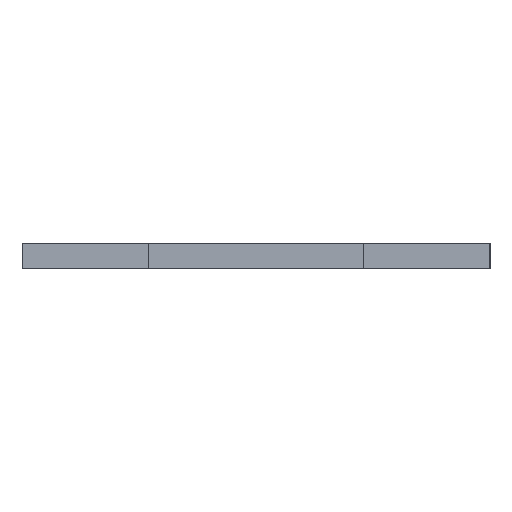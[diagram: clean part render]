
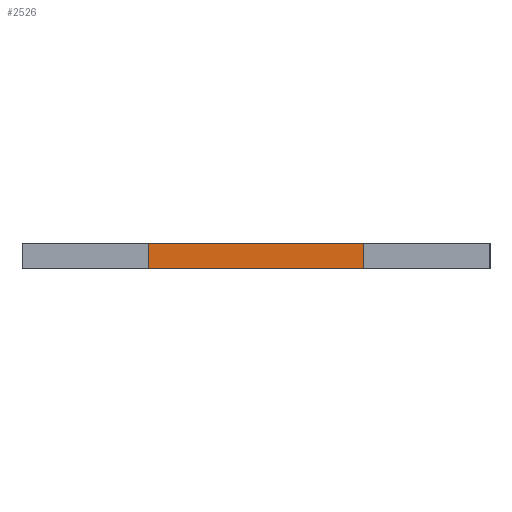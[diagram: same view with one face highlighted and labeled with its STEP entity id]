
A CAD part, left-side view. The second image highlights one B-rep face of the part: STEP entity #2526.
In plain terms, the highlighted planar face has unit normal (-1, 0, 0).
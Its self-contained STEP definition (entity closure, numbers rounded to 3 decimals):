
#83 = PLANE('',#84);
#84 = AXIS2_PLACEMENT_3D('',#85,#86,#87);
#85 = CARTESIAN_POINT('',(560.,185.6,10.));
#86 = DIRECTION('',(0.,0.,-1.));
#87 = DIRECTION('',(-1.,0.,0.));
#137 = PLANE('',#138);
#138 = AXIS2_PLACEMENT_3D('',#139,#140,#141);
#139 = CARTESIAN_POINT('',(560.,185.6,0.));
#140 = DIRECTION('',(0.,0.,-1.));
#141 = DIRECTION('',(-1.,0.,0.));
#554 = VERTEX_POINT('',#555);
#555 = CARTESIAN_POINT('',(0.,50.,0.));
#569 = PLANE('',#570);
#570 = AXIS2_PLACEMENT_3D('',#571,#572,#573);
#571 = CARTESIAN_POINT('',(0.,50.,0.));
#572 = DIRECTION('',(0.,-1.,0.));
#573 = DIRECTION('',(-1.,0.,0.));
#581 = EDGE_CURVE('',#582,#554,#584,.T.);
#582 = VERTEX_POINT('',#583);
#583 = CARTESIAN_POINT('',(0.,135.6,0.));
#584 = SURFACE_CURVE('',#585,(#589,#596),.PCURVE_S1.);
#585 = LINE('',#586,#587);
#586 = CARTESIAN_POINT('',(0.,135.6,0.));
#587 = VECTOR('',#588,1.);
#588 = DIRECTION('',(0.,-1.,0.));
#589 = PCURVE('',#137,#590);
#590 = DEFINITIONAL_REPRESENTATION('',(#591),#595);
#591 = LINE('',#592,#593);
#592 = CARTESIAN_POINT('',(560.,-50.));
#593 = VECTOR('',#594,1.);
#594 = DIRECTION('',(0.,-1.));
#595 = ( GEOMETRIC_REPRESENTATION_CONTEXT(2) 
PARAMETRIC_REPRESENTATION_CONTEXT() REPRESENTATION_CONTEXT('2D SPACE',''
  ) );
#596 = PCURVE('',#597,#602);
#597 = PLANE('',#598);
#598 = AXIS2_PLACEMENT_3D('',#599,#600,#601);
#599 = CARTESIAN_POINT('',(0.,135.6,0.));
#600 = DIRECTION('',(1.,0.,0.));
#601 = DIRECTION('',(0.,-1.,0.));
#602 = DEFINITIONAL_REPRESENTATION('',(#603),#607);
#603 = LINE('',#604,#605);
#604 = CARTESIAN_POINT('',(0.,0.));
#605 = VECTOR('',#606,1.);
#606 = DIRECTION('',(1.,0.));
#607 = ( GEOMETRIC_REPRESENTATION_CONTEXT(2) 
PARAMETRIC_REPRESENTATION_CONTEXT() REPRESENTATION_CONTEXT('2D SPACE',''
  ) );
#625 = PLANE('',#626);
#626 = AXIS2_PLACEMENT_3D('',#627,#628,#629);
#627 = CARTESIAN_POINT('',(-10.,135.6,0.));
#628 = DIRECTION('',(0.,1.,0.));
#629 = DIRECTION('',(1.,0.,0.));
#1642 = VERTEX_POINT('',#1643);
#1643 = CARTESIAN_POINT('',(0.,50.,10.));
#1664 = EDGE_CURVE('',#1665,#1642,#1667,.T.);
#1665 = VERTEX_POINT('',#1666);
#1666 = CARTESIAN_POINT('',(0.,135.6,10.));
#1667 = SURFACE_CURVE('',#1668,(#1672,#1679),.PCURVE_S1.);
#1668 = LINE('',#1669,#1670);
#1669 = CARTESIAN_POINT('',(0.,135.6,10.));
#1670 = VECTOR('',#1671,1.);
#1671 = DIRECTION('',(0.,-1.,0.));
#1672 = PCURVE('',#83,#1673);
#1673 = DEFINITIONAL_REPRESENTATION('',(#1674),#1678);
#1674 = LINE('',#1675,#1676);
#1675 = CARTESIAN_POINT('',(560.,-50.));
#1676 = VECTOR('',#1677,1.);
#1677 = DIRECTION('',(0.,-1.));
#1678 = ( GEOMETRIC_REPRESENTATION_CONTEXT(2) 
PARAMETRIC_REPRESENTATION_CONTEXT() REPRESENTATION_CONTEXT('2D SPACE',''
  ) );
#1679 = PCURVE('',#597,#1680);
#1680 = DEFINITIONAL_REPRESENTATION('',(#1681),#1685);
#1681 = LINE('',#1682,#1683);
#1682 = CARTESIAN_POINT('',(0.,-10.));
#1683 = VECTOR('',#1684,1.);
#1684 = DIRECTION('',(1.,0.));
#1685 = ( GEOMETRIC_REPRESENTATION_CONTEXT(2) 
PARAMETRIC_REPRESENTATION_CONTEXT() REPRESENTATION_CONTEXT('2D SPACE',''
  ) );
#2478 = EDGE_CURVE('',#582,#1665,#2479,.T.);
#2479 = SURFACE_CURVE('',#2480,(#2484,#2491),.PCURVE_S1.);
#2480 = LINE('',#2481,#2482);
#2481 = CARTESIAN_POINT('',(0.,135.6,0.));
#2482 = VECTOR('',#2483,1.);
#2483 = DIRECTION('',(0.,0.,1.));
#2484 = PCURVE('',#625,#2485);
#2485 = DEFINITIONAL_REPRESENTATION('',(#2486),#2490);
#2486 = LINE('',#2487,#2488);
#2487 = CARTESIAN_POINT('',(10.,0.));
#2488 = VECTOR('',#2489,1.);
#2489 = DIRECTION('',(0.,-1.));
#2490 = ( GEOMETRIC_REPRESENTATION_CONTEXT(2) 
PARAMETRIC_REPRESENTATION_CONTEXT() REPRESENTATION_CONTEXT('2D SPACE',''
  ) );
#2491 = PCURVE('',#597,#2492);
#2492 = DEFINITIONAL_REPRESENTATION('',(#2493),#2497);
#2493 = LINE('',#2494,#2495);
#2494 = CARTESIAN_POINT('',(0.,0.));
#2495 = VECTOR('',#2496,1.);
#2496 = DIRECTION('',(0.,-1.));
#2497 = ( GEOMETRIC_REPRESENTATION_CONTEXT(2) 
PARAMETRIC_REPRESENTATION_CONTEXT() REPRESENTATION_CONTEXT('2D SPACE',''
  ) );
#2526 = ADVANCED_FACE('',(#2527),#597,.F.);
#2527 = FACE_BOUND('',#2528,.F.);
#2528 = EDGE_LOOP('',(#2529,#2530,#2531,#2552));
#2529 = ORIENTED_EDGE('',*,*,#2478,.T.);
#2530 = ORIENTED_EDGE('',*,*,#1664,.T.);
#2531 = ORIENTED_EDGE('',*,*,#2532,.F.);
#2532 = EDGE_CURVE('',#554,#1642,#2533,.T.);
#2533 = SURFACE_CURVE('',#2534,(#2538,#2545),.PCURVE_S1.);
#2534 = LINE('',#2535,#2536);
#2535 = CARTESIAN_POINT('',(0.,50.,0.));
#2536 = VECTOR('',#2537,1.);
#2537 = DIRECTION('',(0.,0.,1.));
#2538 = PCURVE('',#597,#2539);
#2539 = DEFINITIONAL_REPRESENTATION('',(#2540),#2544);
#2540 = LINE('',#2541,#2542);
#2541 = CARTESIAN_POINT('',(85.6,0.));
#2542 = VECTOR('',#2543,1.);
#2543 = DIRECTION('',(0.,-1.));
#2544 = ( GEOMETRIC_REPRESENTATION_CONTEXT(2) 
PARAMETRIC_REPRESENTATION_CONTEXT() REPRESENTATION_CONTEXT('2D SPACE',''
  ) );
#2545 = PCURVE('',#569,#2546);
#2546 = DEFINITIONAL_REPRESENTATION('',(#2547),#2551);
#2547 = LINE('',#2548,#2549);
#2548 = CARTESIAN_POINT('',(0.,0.));
#2549 = VECTOR('',#2550,1.);
#2550 = DIRECTION('',(0.,-1.));
#2551 = ( GEOMETRIC_REPRESENTATION_CONTEXT(2) 
PARAMETRIC_REPRESENTATION_CONTEXT() REPRESENTATION_CONTEXT('2D SPACE',''
  ) );
#2552 = ORIENTED_EDGE('',*,*,#581,.F.);
